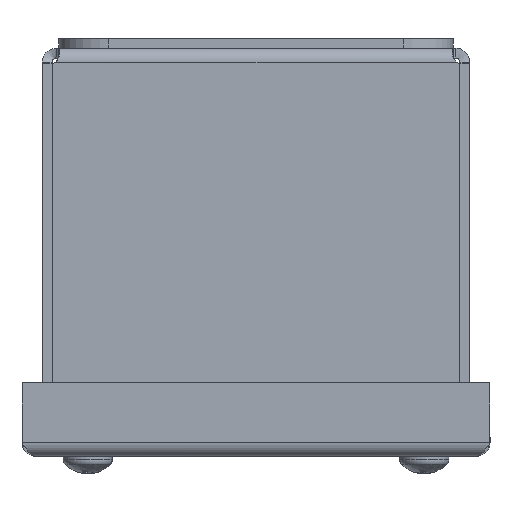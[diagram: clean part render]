
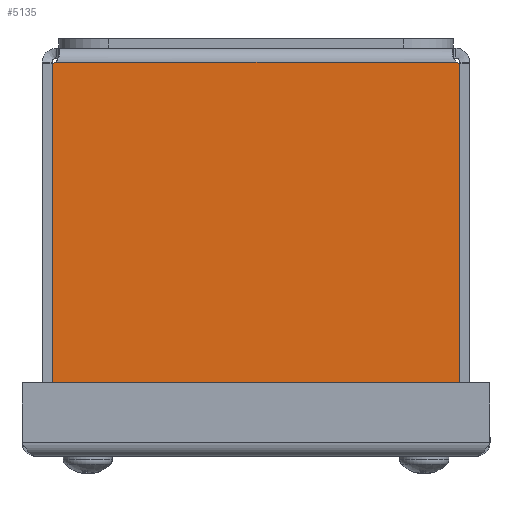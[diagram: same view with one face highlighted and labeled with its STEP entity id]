
A CAD part, front view. The second image highlights one B-rep face of the part: STEP entity #5135.
In plain terms, the highlighted planar face has unit normal (0, -1, 0).
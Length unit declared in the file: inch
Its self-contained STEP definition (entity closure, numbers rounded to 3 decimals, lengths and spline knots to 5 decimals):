
#337=CIRCLE('',#5545,0.07);
#339=CIRCLE('',#5548,0.07);
#600=PLANE('',#5547);
#867=FACE_OUTER_BOUND('',#1201,.T.);
#1201=EDGE_LOOP('',(#4503,#4504,#4505,#4506,#4507,#4508));
#1616=LINE('',#8826,#2044);
#1624=LINE('',#8847,#2052);
#1668=LINE('',#9263,#2096);
#1669=LINE('',#9265,#2097);
#2044=VECTOR('',#6648,3.10059);
#2052=VECTOR('',#6676,2.58869);
#2096=VECTOR('',#6778,2.58869);
#2097=VECTOR('',#6779,3.04583);
#2551=VERTEX_POINT('',#8823);
#2552=VERTEX_POINT('',#8825);
#2555=VERTEX_POINT('',#8846);
#2588=VERTEX_POINT('',#9255);
#2589=VERTEX_POINT('',#9257);
#2591=VERTEX_POINT('',#9264);
#3167=EDGE_CURVE('',#2552,#2551,#1616,.T.);
#3178=EDGE_CURVE('',#2552,#2555,#1624,.T.);
#3239=EDGE_CURVE('',#2589,#2588,#337,.T.);
#3242=EDGE_CURVE('',#2589,#2551,#1668,.T.);
#3243=EDGE_CURVE('',#2588,#2591,#1669,.T.);
#3244=EDGE_CURVE('',#2591,#2555,#339,.T.);
#4503=ORIENTED_EDGE('',*,*,#3167,.T.);
#4504=ORIENTED_EDGE('',*,*,#3242,.F.);
#4505=ORIENTED_EDGE('',*,*,#3239,.T.);
#4506=ORIENTED_EDGE('',*,*,#3243,.T.);
#4507=ORIENTED_EDGE('',*,*,#3244,.T.);
#4508=ORIENTED_EDGE('',*,*,#3178,.F.);
#5135=ADVANCED_FACE('',(#867),#600,.F.);
#5545=AXIS2_PLACEMENT_3D('',#9258,#6771,#6772);
#5547=AXIS2_PLACEMENT_3D('',#9262,#6776,#6777);
#5548=AXIS2_PLACEMENT_3D('',#9266,#6780,#6781);
#6648=DIRECTION('',(-1.,0.,0.));
#6676=DIRECTION('',(0.,0.,-1.));
#6771=DIRECTION('center_axis',(0.,1.,0.));
#6772=DIRECTION('ref_axis',(1.,0.,0.));
#6776=DIRECTION('center_axis',(0.,1.,0.));
#6777=DIRECTION('ref_axis',(1.,0.,0.));
#6778=DIRECTION('',(0.,0.,1.));
#6779=DIRECTION('',(1.,0.,0.));
#6780=DIRECTION('center_axis',(0.,1.,0.));
#6781=DIRECTION('ref_axis',(1.,0.,0.));
#8823=CARTESIAN_POINT('',(0.07471,0.,2.70475));
#8825=CARTESIAN_POINT('',(3.17529,0.,2.70475));
#8826=CARTESIAN_POINT('',(2.40015,0.,2.70475));
#8846=CARTESIAN_POINT('',(3.17529,0.,0.11606));
#8847=CARTESIAN_POINT('',(3.17529,0.,0.10525));
#9255=CARTESIAN_POINT('',(0.10208,0.,0.10525));
#9257=CARTESIAN_POINT('',(0.07471,0.,0.11606));
#9258=CARTESIAN_POINT('Origin',(0.06327,0.,
0.047));
#9262=CARTESIAN_POINT('Origin',(1.625,0.,1.37657));
#9263=CARTESIAN_POINT('',(0.07471,0.,0.10525));
#9264=CARTESIAN_POINT('',(3.14792,0.,0.10525));
#9265=CARTESIAN_POINT('',(1.625,0.,0.10525));
#9266=CARTESIAN_POINT('Origin',(3.18673,0.,0.047));
